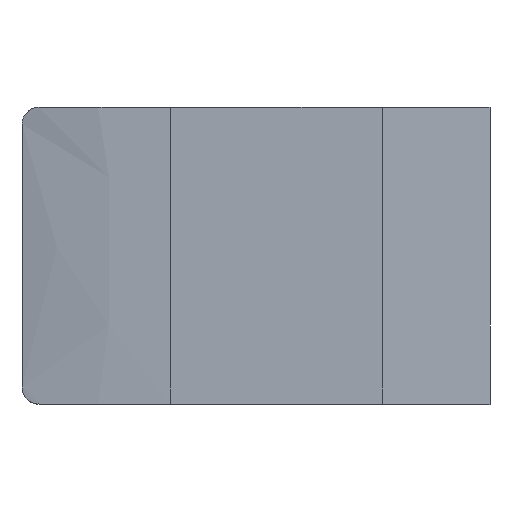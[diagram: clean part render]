
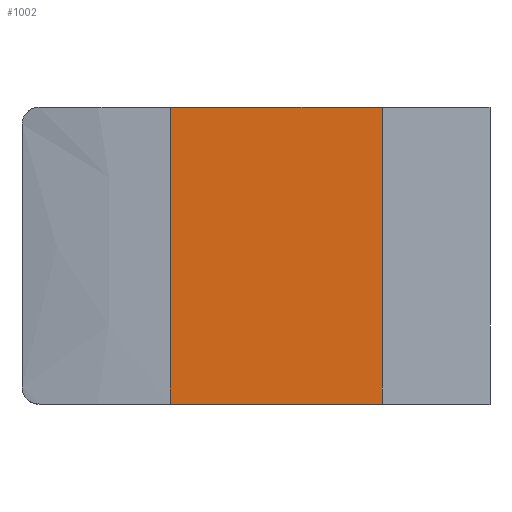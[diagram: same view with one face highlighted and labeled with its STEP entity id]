
A CAD part, top view. The second image highlights one B-rep face of the part: STEP entity #1002.
In plain terms, the highlighted planar face has unit normal (0, 0, 1).
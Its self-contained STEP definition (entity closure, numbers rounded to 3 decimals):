
#580 = DIRECTION ( 'NONE',  ( -1., 0., 0. ) ) ;
#678 = CARTESIAN_POINT ( 'NONE',  ( -55.972, 26., 0. ) ) ;
#719 = DIRECTION ( 'NONE',  ( 1., 0., 0. ) ) ;
#905 = VERTEX_POINT ( 'NONE', #3186 ) ;
#1002 = ADVANCED_FACE ( 'NONE', ( #3946 ), #2351, .F. ) ;
#1009 = VERTEX_POINT ( 'NONE', #4461 ) ;
#1154 = VECTOR ( 'NONE', #1847, 1000. ) ;
#1175 = AXIS2_PLACEMENT_3D ( 'NONE', #2803, #4362, #580 ) ;
#1354 = LINE ( 'NONE', #678, #3703 ) ;
#1847 = DIRECTION ( 'NONE',  ( 1., 0., 0. ) ) ;
#1957 = CARTESIAN_POINT ( 'NONE',  ( -55.972, 26., 0. ) ) ;
#2107 = VERTEX_POINT ( 'NONE', #3514 ) ;
#2325 = VECTOR ( 'NONE', #4047, 1000. ) ;
#2351 = PLANE ( 'NONE',  #1175 ) ;
#2603 = LINE ( 'NONE', #3385, #2325 ) ;
#2803 = CARTESIAN_POINT ( 'NONE',  ( -55.972, 26., 0. ) ) ;
#2838 = CARTESIAN_POINT ( 'NONE',  ( -18.857, 26., 0. ) ) ;
#2873 = VERTEX_POINT ( 'NONE', #2838 ) ;
#2970 = VECTOR ( 'NONE', #719, 1000. ) ;
#3186 = CARTESIAN_POINT ( 'NONE',  ( -18.857, -26., 0. ) ) ;
#3250 = DIRECTION ( 'NONE',  ( 0., -1., 0. ) ) ;
#3351 = CARTESIAN_POINT ( 'NONE',  ( -55.972, -26., 0. ) ) ;
#3385 = CARTESIAN_POINT ( 'NONE',  ( -18.857, 26., 0. ) ) ;
#3426 = ORIENTED_EDGE ( 'NONE', *, *, #3590, .T. ) ;
#3506 = EDGE_LOOP ( 'NONE', ( #3426, #4206, #4656, #3885 ) ) ;
#3514 = CARTESIAN_POINT ( 'NONE',  ( -55.972, -26., 0. ) ) ;
#3590 = EDGE_CURVE ( 'NONE', #2107, #905, #3726, .T. ) ;
#3703 = VECTOR ( 'NONE', #3250, 1000. ) ;
#3726 = LINE ( 'NONE', #3351, #2970 ) ;
#3872 = LINE ( 'NONE', #1957, #1154 ) ;
#3885 = ORIENTED_EDGE ( 'NONE', *, *, #4335, .T. ) ;
#3946 = FACE_OUTER_BOUND ( 'NONE', #3506, .T. ) ;
#4047 = DIRECTION ( 'NONE',  ( 0., -1., 0. ) ) ;
#4076 = EDGE_CURVE ( 'NONE', #2873, #905, #2603, .T. ) ;
#4206 = ORIENTED_EDGE ( 'NONE', *, *, #4076, .F. ) ;
#4335 = EDGE_CURVE ( 'NONE', #1009, #2107, #1354, .T. ) ;
#4362 = DIRECTION ( 'NONE',  ( 0., 0., -1. ) ) ;
#4461 = CARTESIAN_POINT ( 'NONE',  ( -55.972, 26., 0. ) ) ;
#4550 = EDGE_CURVE ( 'NONE', #1009, #2873, #3872, .T. ) ;
#4656 = ORIENTED_EDGE ( 'NONE', *, *, #4550, .F. ) ;
